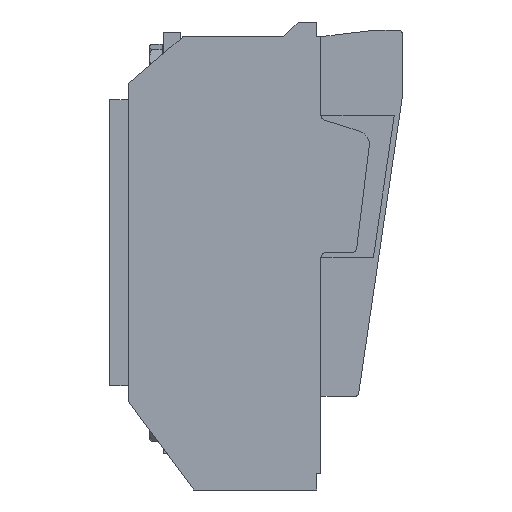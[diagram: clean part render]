
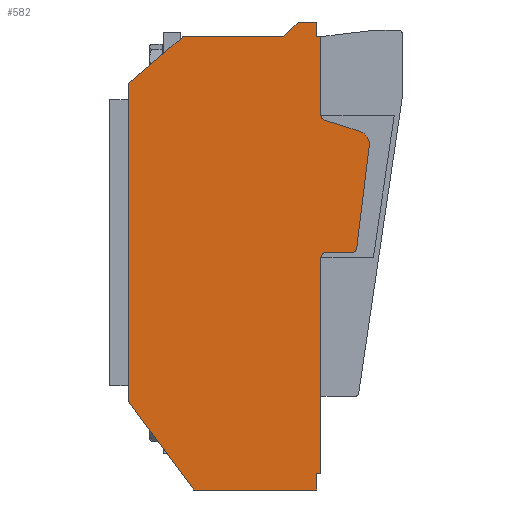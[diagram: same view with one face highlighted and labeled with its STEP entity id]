
A CAD part, front view. The second image highlights one B-rep face of the part: STEP entity #582.
In plain terms, the highlighted planar face has unit normal (0, -1, 0).
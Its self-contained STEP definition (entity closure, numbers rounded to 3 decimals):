
#434=AXIS2_PLACEMENT_3D('Plane Axis2P3D',#431,#432,#433) ;
#447=AXIS2_PLACEMENT_3D('Circle Axis2P3D',#445,#446,$) ;
#461=AXIS2_PLACEMENT_3D('Circle Axis2P3D',#459,#460,$) ;
#475=AXIS2_PLACEMENT_3D('Circle Axis2P3D',#473,#474,$) ;
#557=AXIS2_PLACEMENT_3D('Circle Axis2P3D',#555,#556,$) ;
#80=CARTESIAN_POINT('Vertex',(14.,-162.,-119.)) ;
#83=CARTESIAN_POINT('Line Origine',(14.,-162.,0.)) ;
#87=CARTESIAN_POINT('Vertex',(14.,-162.,119.)) ;
#409=CARTESIAN_POINT('Vertex',(63.,-162.,-185.)) ;
#412=CARTESIAN_POINT('Line Origine',(38.5,-162.,-152.)) ;
#431=CARTESIAN_POINT('Axis2P3D Location',(0.,-162.,0.)) ;
#436=CARTESIAN_POINT('Line Origine',(171.443,-162.,-7.5)) ;
#440=CARTESIAN_POINT('Vertex',(162.,-162.,-7.5)) ;
#442=CARTESIAN_POINT('Vertex',(180.886,-162.,-7.5)) ;
#445=CARTESIAN_POINT('Axis2P3D Location',(180.886,-162.,-3.5)) ;
#449=CARTESIAN_POINT('Vertex',(184.857,-162.,-3.987)) ;
#452=CARTESIAN_POINT('Line Origine',(189.541,-162.,34.164)) ;
#456=CARTESIAN_POINT('Vertex',(194.225,-162.,72.315)) ;
#459=CARTESIAN_POINT('Axis2P3D Location',(184.3,-162.,73.534)) ;
#463=CARTESIAN_POINT('Vertex',(187.39,-162.,83.044)) ;
#466=CARTESIAN_POINT('Line Origine',(174.077,-162.,87.37)) ;
#470=CARTESIAN_POINT('Vertex',(160.764,-162.,91.696)) ;
#473=CARTESIAN_POINT('Axis2P3D Location',(162.,-162.,95.5)) ;
#477=CARTESIAN_POINT('Vertex',(158.,-162.,95.5)) ;
#480=CARTESIAN_POINT('Line Origine',(158.,-162.,124.75)) ;
#484=CARTESIAN_POINT('Vertex',(158.,-162.,154.)) ;
#487=CARTESIAN_POINT('Line Origine',(156.5,-162.,154.)) ;
#491=CARTESIAN_POINT('Vertex',(155.,-162.,154.)) ;
#494=CARTESIAN_POINT('Line Origine',(155.,-162.,159.5)) ;
#498=CARTESIAN_POINT('Vertex',(155.,-162.,165.)) ;
#501=CARTESIAN_POINT('Line Origine',(148.,-162.,165.)) ;
#505=CARTESIAN_POINT('Vertex',(141.,-162.,165.)) ;
#508=CARTESIAN_POINT('Line Origine',(135.5,-162.,159.5)) ;
#512=CARTESIAN_POINT('Vertex',(130.,-162.,154.)) ;
#515=CARTESIAN_POINT('Line Origine',(92.5,-162.,154.)) ;
#519=CARTESIAN_POINT('Vertex',(55.,-162.,154.)) ;
#522=CARTESIAN_POINT('Line Origine',(34.5,-162.,136.5)) ;
#527=CARTESIAN_POINT('Line Origine',(109.,-162.,-185.)) ;
#531=CARTESIAN_POINT('Vertex',(155.,-162.,-185.)) ;
#534=CARTESIAN_POINT('Line Origine',(155.,-162.,-179.)) ;
#538=CARTESIAN_POINT('Vertex',(155.,-162.,-173.)) ;
#541=CARTESIAN_POINT('Line Origine',(156.5,-162.,-173.)) ;
#545=CARTESIAN_POINT('Vertex',(158.,-162.,-173.)) ;
#548=CARTESIAN_POINT('Line Origine',(158.,-162.,-92.25)) ;
#552=CARTESIAN_POINT('Vertex',(158.,-162.,-11.5)) ;
#555=CARTESIAN_POINT('Axis2P3D Location',(162.,-162.,-11.5)) ;
#84=DIRECTION('Vector Direction',(0.,0.,1.)) ;
#413=DIRECTION('Vector Direction',(-0.596,0.,0.803)) ;
#432=DIRECTION('Axis2P3D Direction',(0.,-1.,0.)) ;
#433=DIRECTION('Axis2P3D XDirection',(0.,0.,-1.)) ;
#437=DIRECTION('Vector Direction',(1.,0.,0.)) ;
#446=DIRECTION('Axis2P3D Direction',(0.,-1.,0.)) ;
#453=DIRECTION('Vector Direction',(0.122,0.,0.993)) ;
#460=DIRECTION('Axis2P3D Direction',(0.,-1.,0.)) ;
#467=DIRECTION('Vector Direction',(-0.951,0.,0.309)) ;
#474=DIRECTION('Axis2P3D Direction',(0.,-1.,0.)) ;
#481=DIRECTION('Vector Direction',(0.,0.,-1.)) ;
#488=DIRECTION('Vector Direction',(1.,0.,0.)) ;
#495=DIRECTION('Vector Direction',(0.,0.,-1.)) ;
#502=DIRECTION('Vector Direction',(1.,0.,0.)) ;
#509=DIRECTION('Vector Direction',(0.707,0.,0.707)) ;
#516=DIRECTION('Vector Direction',(1.,0.,0.)) ;
#523=DIRECTION('Vector Direction',(0.761,0.,0.649)) ;
#528=DIRECTION('Vector Direction',(-1.,0.,0.)) ;
#535=DIRECTION('Vector Direction',(0.,0.,-1.)) ;
#542=DIRECTION('Vector Direction',(-1.,0.,0.)) ;
#549=DIRECTION('Vector Direction',(0.,0.,-1.)) ;
#556=DIRECTION('Axis2P3D Direction',(0.,-1.,0.)) ;
#85=VECTOR('Line Direction',#84,1.) ;
#414=VECTOR('Line Direction',#413,1.) ;
#438=VECTOR('Line Direction',#437,1.) ;
#454=VECTOR('Line Direction',#453,1.) ;
#468=VECTOR('Line Direction',#467,1.) ;
#482=VECTOR('Line Direction',#481,1.) ;
#489=VECTOR('Line Direction',#488,1.) ;
#496=VECTOR('Line Direction',#495,1.) ;
#503=VECTOR('Line Direction',#502,1.) ;
#510=VECTOR('Line Direction',#509,1.) ;
#517=VECTOR('Line Direction',#516,1.) ;
#524=VECTOR('Line Direction',#523,1.) ;
#529=VECTOR('Line Direction',#528,1.) ;
#536=VECTOR('Line Direction',#535,1.) ;
#543=VECTOR('Line Direction',#542,1.) ;
#550=VECTOR('Line Direction',#549,1.) ;
#561=ORIENTED_EDGE('',*,*,#444,.T.) ;
#562=ORIENTED_EDGE('',*,*,#451,.T.) ;
#563=ORIENTED_EDGE('',*,*,#458,.T.) ;
#564=ORIENTED_EDGE('',*,*,#465,.T.) ;
#565=ORIENTED_EDGE('',*,*,#472,.T.) ;
#566=ORIENTED_EDGE('',*,*,#479,.T.) ;
#567=ORIENTED_EDGE('',*,*,#486,.T.) ;
#568=ORIENTED_EDGE('',*,*,#493,.T.) ;
#569=ORIENTED_EDGE('',*,*,#500,.T.) ;
#570=ORIENTED_EDGE('',*,*,#507,.T.) ;
#571=ORIENTED_EDGE('',*,*,#514,.T.) ;
#572=ORIENTED_EDGE('',*,*,#521,.T.) ;
#573=ORIENTED_EDGE('',*,*,#526,.T.) ;
#574=ORIENTED_EDGE('',*,*,#89,.T.) ;
#575=ORIENTED_EDGE('',*,*,#416,.T.) ;
#576=ORIENTED_EDGE('',*,*,#533,.T.) ;
#577=ORIENTED_EDGE('',*,*,#540,.T.) ;
#578=ORIENTED_EDGE('',*,*,#547,.T.) ;
#579=ORIENTED_EDGE('',*,*,#554,.T.) ;
#580=ORIENTED_EDGE('',*,*,#559,.T.) ;
#582=ADVANCED_FACE('Hauptkoerper nicht benutzen',(#581),#435,.T.) ;
#448=CIRCLE('generated circle',#447,4.) ;
#462=CIRCLE('generated circle',#461,10.) ;
#476=CIRCLE('generated circle',#475,4.) ;
#558=CIRCLE('generated circle',#557,4.) ;
#89=EDGE_CURVE('',#88,#81,#86,.F.) ;
#416=EDGE_CURVE('',#81,#410,#415,.F.) ;
#444=EDGE_CURVE('',#441,#443,#439,.T.) ;
#451=EDGE_CURVE('',#443,#450,#448,.T.) ;
#458=EDGE_CURVE('',#450,#457,#455,.T.) ;
#465=EDGE_CURVE('',#457,#464,#462,.T.) ;
#472=EDGE_CURVE('',#464,#471,#469,.T.) ;
#479=EDGE_CURVE('',#471,#478,#476,.F.) ;
#486=EDGE_CURVE('',#478,#485,#483,.F.) ;
#493=EDGE_CURVE('',#485,#492,#490,.F.) ;
#500=EDGE_CURVE('',#492,#499,#497,.F.) ;
#507=EDGE_CURVE('',#499,#506,#504,.F.) ;
#514=EDGE_CURVE('',#506,#513,#511,.F.) ;
#521=EDGE_CURVE('',#513,#520,#518,.F.) ;
#526=EDGE_CURVE('',#520,#88,#525,.F.) ;
#533=EDGE_CURVE('',#410,#532,#530,.F.) ;
#540=EDGE_CURVE('',#532,#539,#537,.F.) ;
#547=EDGE_CURVE('',#539,#546,#544,.F.) ;
#554=EDGE_CURVE('',#546,#553,#551,.F.) ;
#559=EDGE_CURVE('',#553,#441,#558,.F.) ;
#560=EDGE_LOOP('',(#561,#562,#563,#564,#565,#566,#567,#568,#569,#570,#571,#572,#573,#574,#575,#576,#577,#578,#579,#580)) ;
#581=FACE_OUTER_BOUND('',#560,.T.) ;
#86=LINE('Line',#83,#85) ;
#415=LINE('Line',#412,#414) ;
#439=LINE('Line',#436,#438) ;
#455=LINE('Line',#452,#454) ;
#469=LINE('Line',#466,#468) ;
#483=LINE('Line',#480,#482) ;
#490=LINE('Line',#487,#489) ;
#497=LINE('Line',#494,#496) ;
#504=LINE('Line',#501,#503) ;
#511=LINE('Line',#508,#510) ;
#518=LINE('Line',#515,#517) ;
#525=LINE('Line',#522,#524) ;
#530=LINE('Line',#527,#529) ;
#537=LINE('Line',#534,#536) ;
#544=LINE('Line',#541,#543) ;
#551=LINE('Line',#548,#550) ;
#435=PLANE('Plane',#434) ;
#81=VERTEX_POINT('',#80) ;
#88=VERTEX_POINT('',#87) ;
#410=VERTEX_POINT('',#409) ;
#441=VERTEX_POINT('',#440) ;
#443=VERTEX_POINT('',#442) ;
#450=VERTEX_POINT('',#449) ;
#457=VERTEX_POINT('',#456) ;
#464=VERTEX_POINT('',#463) ;
#471=VERTEX_POINT('',#470) ;
#478=VERTEX_POINT('',#477) ;
#485=VERTEX_POINT('',#484) ;
#492=VERTEX_POINT('',#491) ;
#499=VERTEX_POINT('',#498) ;
#506=VERTEX_POINT('',#505) ;
#513=VERTEX_POINT('',#512) ;
#520=VERTEX_POINT('',#519) ;
#532=VERTEX_POINT('',#531) ;
#539=VERTEX_POINT('',#538) ;
#546=VERTEX_POINT('',#545) ;
#553=VERTEX_POINT('',#552) ;
